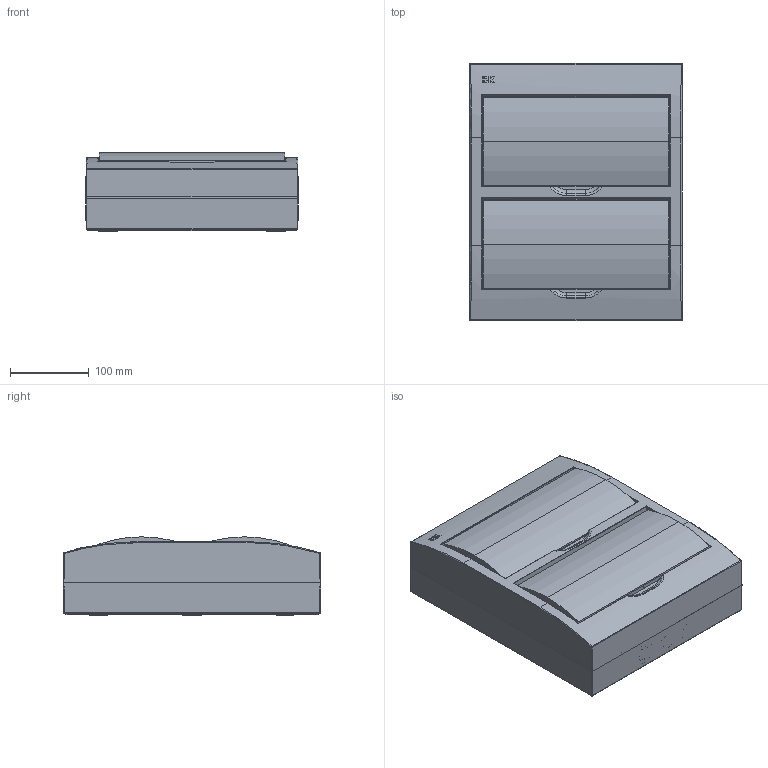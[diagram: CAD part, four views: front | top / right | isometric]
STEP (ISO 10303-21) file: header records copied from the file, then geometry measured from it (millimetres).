
FILE_DESCRIPTION (( 'STEP AP203' ), '1' );
FILE_NAME ('2MKP12-N-24-40-10 Áîêñ ÙÐÍ-Ï-24 ìîäóëÿ íàâåñí.ïëàñòèê IP41.STEP', '2016-08-12T13:53:12', ( '' ), ( '' ), 'SwSTEP 2.0', 'SolidWorks 2014', '' );
FILE_SCHEMA (( 'CONFIG_CONTROL_DESIGN' ));
Products named in the file (2): 2MKP12-N-24-40-10 Áîêñ ÙÐÍ-Ï-24 ìîäóëÿ íàâåñí.ïëàñòèê IP41
Bounding box: 270 x 327 x 99.34 mm (x, y, z)
Volume: 796600.9 mm3; surface area: 777128.5 mm2
Topology: 10 solids, 10 shells, 2498 faces, 6942 edges, 4558 vertices
Faces by surface type: plane 1694, cylinder 313, bspline 258, cone 172, torus 46, sphere 15
Entity records: 88253 total; most frequent: CARTESIAN_POINT 26697, ORIENTED_EDGE 13868, DIRECTION 11283, EDGE_CURVE 6934, LINE 4601, VECTOR 4601, VERTEX_POINT 4556, AXIS2_PLACEMENT_3D 3341
